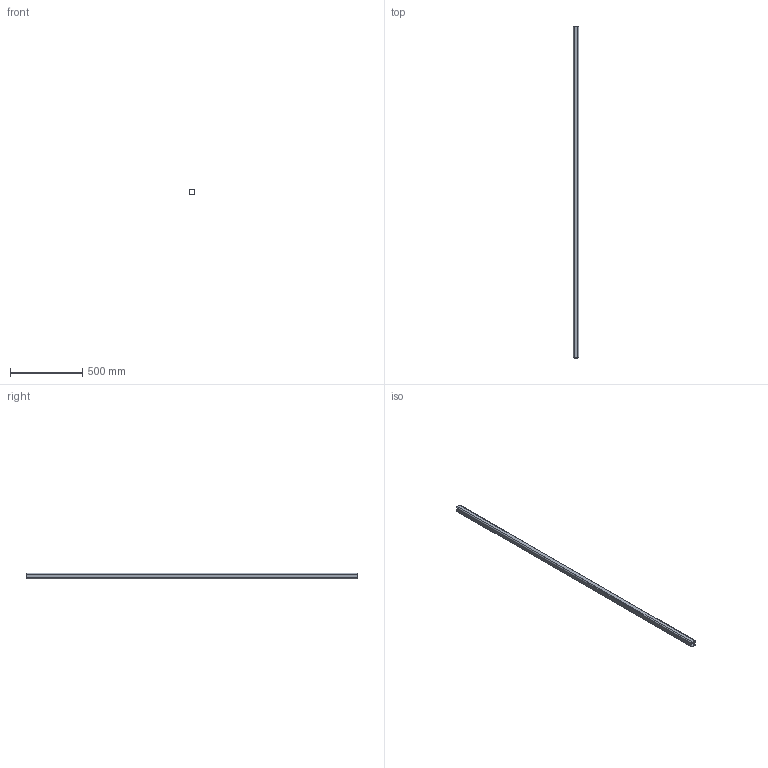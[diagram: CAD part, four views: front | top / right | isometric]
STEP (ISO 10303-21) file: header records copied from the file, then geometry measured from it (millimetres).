
FILE_DESCRIPTION(/* description */ (''),/* implementation_level */ '2;1');
FILE_NAME(/* name */ 'TL_40.stp',/* time_stamp */ '2025-04-12T17:22:48+03:00',/* author */ ('User'),/* organization */ (''),/* preprocessor_version */ 'ST-DEVELOPER v19',/* originating_system */ 'Autodesk Inventor 2023',/* authorisation */ '');
FILE_SCHEMA (('AUTOMOTIVE_DESIGN { 1 0 10303 214 3 1 1 }'));
Length unit declared in the file: millimetre
Products named in the file (5): TL_40; TL_FRAME; Frame 1744350249535; Skeleton 1744350249536; ISO 10799-2 40x40x4 1744350251503
Assembly tree (4 placements, depth 3):
  TL_40
    TL_FRAME
    Frame 1744350249535
      Skeleton 1744350249536
      ISO 10799-2 40x40x4 1744350251503
Bounding box: 40 x 2300 x 40 mm (x, y, z)
Volume: 1230031.8 mm3; surface area: 616085.5 mm2
Topology: 1 solids, 1 shells, 18 faces, 49 edges, 34 vertices
Faces by surface type: plane 10, cylinder 8
Entity records: 764 total; most frequent: DIRECTION 118, CARTESIAN_POINT 109, ORIENTED_EDGE 96, EDGE_CURVE 48, AXIS2_PLACEMENT_3D 43, LINE 32, VECTOR 32, VERTEX_POINT 32
